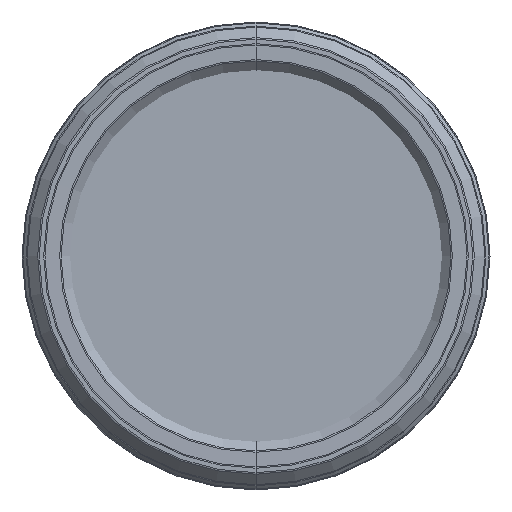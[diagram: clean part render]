
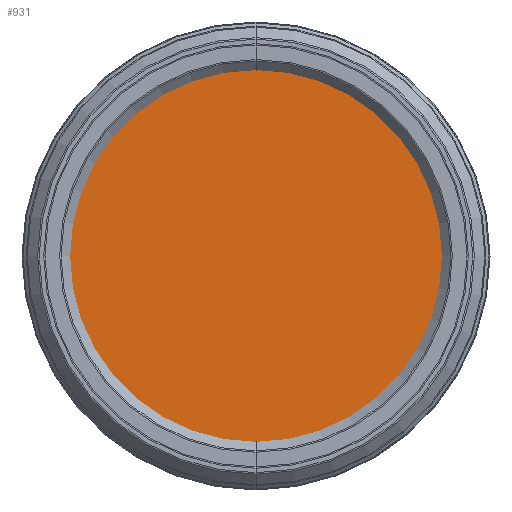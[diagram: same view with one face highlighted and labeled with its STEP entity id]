
A CAD part, top view. The second image highlights one B-rep face of the part: STEP entity #931.
In plain terms, the highlighted planar face has unit normal (0, 0, 1).
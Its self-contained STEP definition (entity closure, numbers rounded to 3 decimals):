
#78=CARTESIAN_POINT('',(0.,0.,59.5));
#79=DIRECTION('',(0.,0.,1.));
#80=DIRECTION('',(0.,1.,0.));
#81=AXIS2_PLACEMENT_3D('',#78,#79,#80);
#86=CARTESIAN_POINT('',(0.,0.,59.5));
#87=DIRECTION('',(0.,0.,-1.));
#88=DIRECTION('',(0.,1.,0.));
#89=AXIS2_PLACEMENT_3D('',#86,#87,#88);
#869=CARTESIAN_POINT('',(0.,69.8,59.5));
#871=VERTEX_POINT('',#869);
#873=CARTESIAN_POINT('',(0.,-69.8,59.5));
#875=VERTEX_POINT('',#873);
#920=CARTESIAN_POINT('',(0.,0.,59.5));
#921=DIRECTION('',(0.,0.,-1.));
#922=DIRECTION('',(0.,-1.,0.));
#923=AXIS2_PLACEMENT_3D('',#920,#921,#922);
#924=PLANE('',#923);
#926=ORIENTED_EDGE('',*,*,#925,.F.);
#928=ORIENTED_EDGE('',*,*,#927,.T.);
#929=EDGE_LOOP('',(#926,#928));
#930=FACE_OUTER_BOUND('',#929,.F.);
#82=CIRCLE('',#81,69.8);
#90=CIRCLE('',#89,69.8);
#925=EDGE_CURVE('',#871,#875,#82,.T.);
#927=EDGE_CURVE('',#871,#875,#90,.T.);
#931=ADVANCED_FACE('',(#930),#924,.F.);
